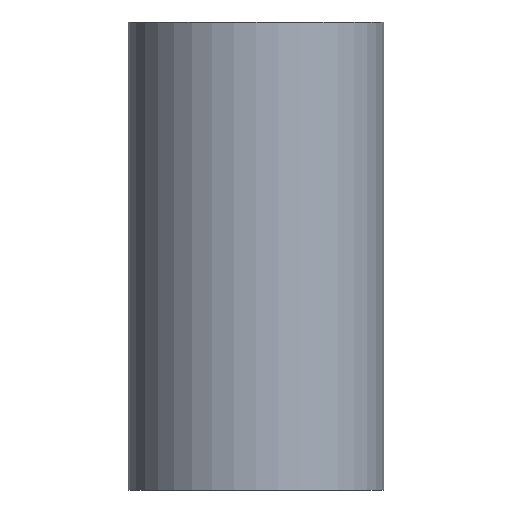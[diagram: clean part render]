
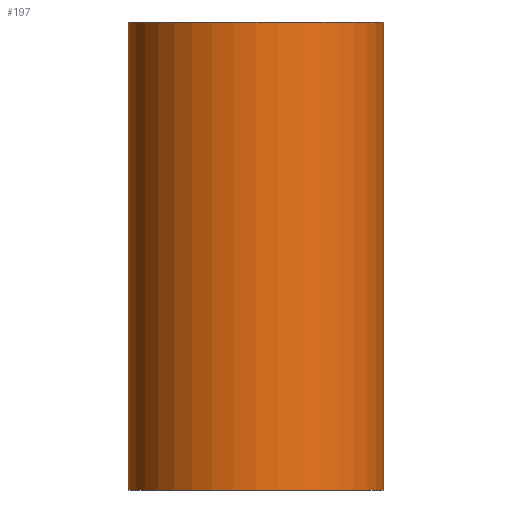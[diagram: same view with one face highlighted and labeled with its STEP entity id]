
A CAD part, front view. The second image highlights one B-rep face of the part: STEP entity #197.
In plain terms, the highlighted cylindrical face has radius 64.5 mm (diameter 129 mm), a full revolution.
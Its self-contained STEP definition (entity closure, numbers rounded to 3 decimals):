
#16=B_SPLINE_CURVE_WITH_KNOTS('',3,(#409,#410,#411,#412,#413,#414,#415,
#416,#417,#418,#419,#420,#421,#422,#423,#424,#425,#426,#427,#428,#429,#430,
#431,#432,#433,#434,#435,#436,#437,#438,#439,#440,#441,#442,#443,#444,#445,
#446,#447,#448,#449,#450,#451,#452,#453,#454,#455,#456,#457,#458,#459,#460,
#461,#462,#463,#464,#465,#466,#467,#468,#469,#470,#471,#472,#473,#474),
 .UNSPECIFIED.,.T.,.F.,(4,2,2,2,2,2,2,2,2,2,2,2,2,2,2,2,2,2,2,2,2,2,2,2,
2,2,2,2,2,2,2,2,4),(0.,0.585,1.171,1.756,
2.342,2.926,3.51,4.094,4.678,
5.262,5.847,6.431,7.015,7.6,
8.186,8.771,9.357,9.942,10.527,
11.113,11.698,12.282,12.867,13.451,
14.035,14.619,15.203,15.787,16.372,
16.957,17.542,18.128,18.713),
 .UNSPECIFIED.);
#29=CYLINDRICAL_SURFACE('',#230,64.5);
#44=FACE_BOUND('',#92,.T.);
#45=FACE_BOUND('',#93,.T.);
#61=FACE_OUTER_BOUND('',#91,.T.);
#91=EDGE_LOOP('',(#174));
#92=EDGE_LOOP('',(#175));
#93=EDGE_LOOP('',(#176));
#101=CIRCLE('',#208,64.5);
#105=CIRCLE('',#215,64.5);
#116=VERTEX_POINT('',#307);
#120=VERTEX_POINT('',#318);
#129=VERTEX_POINT('',#408);
#133=EDGE_CURVE('',#116,#116,#101,.T.);
#137=EDGE_CURVE('',#120,#120,#105,.T.);
#146=EDGE_CURVE('',#129,#129,#16,.T.);
#174=ORIENTED_EDGE('',*,*,#133,.F.);
#175=ORIENTED_EDGE('',*,*,#137,.F.);
#176=ORIENTED_EDGE('',*,*,#146,.T.);
#197=ADVANCED_FACE('',(#61,#44,#45),#29,.T.);
#208=AXIS2_PLACEMENT_3D('',#308,#247,#248);
#215=AXIS2_PLACEMENT_3D('',#319,#261,#262);
#230=AXIS2_PLACEMENT_3D('',#475,#291,#292);
#247=DIRECTION('center_axis',(0.,0.,1.));
#248=DIRECTION('ref_axis',(-1.,0.,0.));
#261=DIRECTION('center_axis',(0.,0.,-1.));
#262=DIRECTION('ref_axis',(-1.,0.,0.));
#291=DIRECTION('center_axis',(0.,0.,1.));
#292=DIRECTION('ref_axis',(-1.,0.,0.));
#307=CARTESIAN_POINT('',(64.5,0.,118.));
#308=CARTESIAN_POINT('Origin',(0.,0.,118.));
#318=CARTESIAN_POINT('',(64.5,0.,-118.));
#319=CARTESIAN_POINT('Origin',(0.,0.,-118.));
#408=CARTESIAN_POINT('',(30.5,56.833,0.));
#409=CARTESIAN_POINT('Ctrl Pts',(30.5,56.833,0.));
#410=CARTESIAN_POINT('Ctrl Pts',(30.5,56.833,1.951));
#411=CARTESIAN_POINT('Ctrl Pts',(30.31,56.937,3.957));
#412=CARTESIAN_POINT('Ctrl Pts',(29.522,57.349,7.924));
#413=CARTESIAN_POINT('Ctrl Pts',(28.925,57.657,9.885));
#414=CARTESIAN_POINT('Ctrl Pts',(27.36,58.416,13.63));
#415=CARTESIAN_POINT('Ctrl Pts',(26.392,58.866,15.418));
#416=CARTESIAN_POINT('Ctrl Pts',(24.164,59.815,18.717));
#417=CARTESIAN_POINT('Ctrl Pts',(22.905,60.313,20.228));
#418=CARTESIAN_POINT('Ctrl Pts',(20.231,61.261,22.902));
#419=CARTESIAN_POINT('Ctrl Pts',(18.721,61.747,24.161));
#420=CARTESIAN_POINT('Ctrl Pts',(15.421,62.653,26.389));
#421=CARTESIAN_POINT('Ctrl Pts',(13.632,63.072,27.36));
#422=CARTESIAN_POINT('Ctrl Pts',(9.883,63.767,28.926));
#423=CARTESIAN_POINT('Ctrl Pts',(7.919,64.043,29.523));
#424=CARTESIAN_POINT('Ctrl Pts',(3.951,64.41,30.311));
#425=CARTESIAN_POINT('Ctrl Pts',(1.947,64.5,30.5));
#426=CARTESIAN_POINT('Ctrl Pts',(-1.947,64.5,30.5));
#427=CARTESIAN_POINT('Ctrl Pts',(-3.951,64.41,30.311));
#428=CARTESIAN_POINT('Ctrl Pts',(-7.919,64.043,29.523));
#429=CARTESIAN_POINT('Ctrl Pts',(-9.883,63.767,28.926));
#430=CARTESIAN_POINT('Ctrl Pts',(-13.632,63.072,27.36));
#431=CARTESIAN_POINT('Ctrl Pts',(-15.421,62.653,26.389));
#432=CARTESIAN_POINT('Ctrl Pts',(-18.721,61.747,24.161));
#433=CARTESIAN_POINT('Ctrl Pts',(-20.231,61.261,22.902));
#434=CARTESIAN_POINT('Ctrl Pts',(-22.905,60.313,20.228));
#435=CARTESIAN_POINT('Ctrl Pts',(-24.164,59.815,18.717));
#436=CARTESIAN_POINT('Ctrl Pts',(-26.392,58.866,15.418));
#437=CARTESIAN_POINT('Ctrl Pts',(-27.36,58.416,13.63));
#438=CARTESIAN_POINT('Ctrl Pts',(-28.925,57.657,9.885));
#439=CARTESIAN_POINT('Ctrl Pts',(-29.522,57.349,7.924));
#440=CARTESIAN_POINT('Ctrl Pts',(-30.31,56.937,3.957));
#441=CARTESIAN_POINT('Ctrl Pts',(-30.5,56.833,1.951));
#442=CARTESIAN_POINT('Ctrl Pts',(-30.5,56.833,-1.951));
#443=CARTESIAN_POINT('Ctrl Pts',(-30.31,56.937,-3.957));
#444=CARTESIAN_POINT('Ctrl Pts',(-29.522,57.349,-7.924));
#445=CARTESIAN_POINT('Ctrl Pts',(-28.925,57.657,-9.885));
#446=CARTESIAN_POINT('Ctrl Pts',(-27.36,58.416,-13.63));
#447=CARTESIAN_POINT('Ctrl Pts',(-26.392,58.866,-15.418));
#448=CARTESIAN_POINT('Ctrl Pts',(-24.164,59.815,-18.717));
#449=CARTESIAN_POINT('Ctrl Pts',(-22.905,60.313,-20.228));
#450=CARTESIAN_POINT('Ctrl Pts',(-20.231,61.261,-22.902));
#451=CARTESIAN_POINT('Ctrl Pts',(-18.721,61.747,-24.161));
#452=CARTESIAN_POINT('Ctrl Pts',(-15.421,62.653,-26.389));
#453=CARTESIAN_POINT('Ctrl Pts',(-13.632,63.072,-27.36));
#454=CARTESIAN_POINT('Ctrl Pts',(-9.883,63.767,-28.926));
#455=CARTESIAN_POINT('Ctrl Pts',(-7.919,64.043,-29.523));
#456=CARTESIAN_POINT('Ctrl Pts',(-3.951,64.41,-30.311));
#457=CARTESIAN_POINT('Ctrl Pts',(-1.947,64.5,-30.5));
#458=CARTESIAN_POINT('Ctrl Pts',(1.947,64.5,-30.5));
#459=CARTESIAN_POINT('Ctrl Pts',(3.951,64.41,-30.311));
#460=CARTESIAN_POINT('Ctrl Pts',(7.919,64.043,-29.523));
#461=CARTESIAN_POINT('Ctrl Pts',(9.883,63.767,-28.926));
#462=CARTESIAN_POINT('Ctrl Pts',(13.632,63.072,-27.36));
#463=CARTESIAN_POINT('Ctrl Pts',(15.421,62.653,-26.389));
#464=CARTESIAN_POINT('Ctrl Pts',(18.721,61.747,-24.161));
#465=CARTESIAN_POINT('Ctrl Pts',(20.231,61.261,-22.902));
#466=CARTESIAN_POINT('Ctrl Pts',(22.905,60.313,-20.228));
#467=CARTESIAN_POINT('Ctrl Pts',(24.164,59.815,-18.717));
#468=CARTESIAN_POINT('Ctrl Pts',(26.392,58.866,-15.418));
#469=CARTESIAN_POINT('Ctrl Pts',(27.36,58.416,-13.63));
#470=CARTESIAN_POINT('Ctrl Pts',(28.925,57.657,-9.885));
#471=CARTESIAN_POINT('Ctrl Pts',(29.522,57.349,-7.924));
#472=CARTESIAN_POINT('Ctrl Pts',(30.31,56.937,-3.957));
#473=CARTESIAN_POINT('Ctrl Pts',(30.5,56.833,-1.951));
#474=CARTESIAN_POINT('Ctrl Pts',(30.5,56.833,0.));
#475=CARTESIAN_POINT('Origin',(0.,0.,0.));
